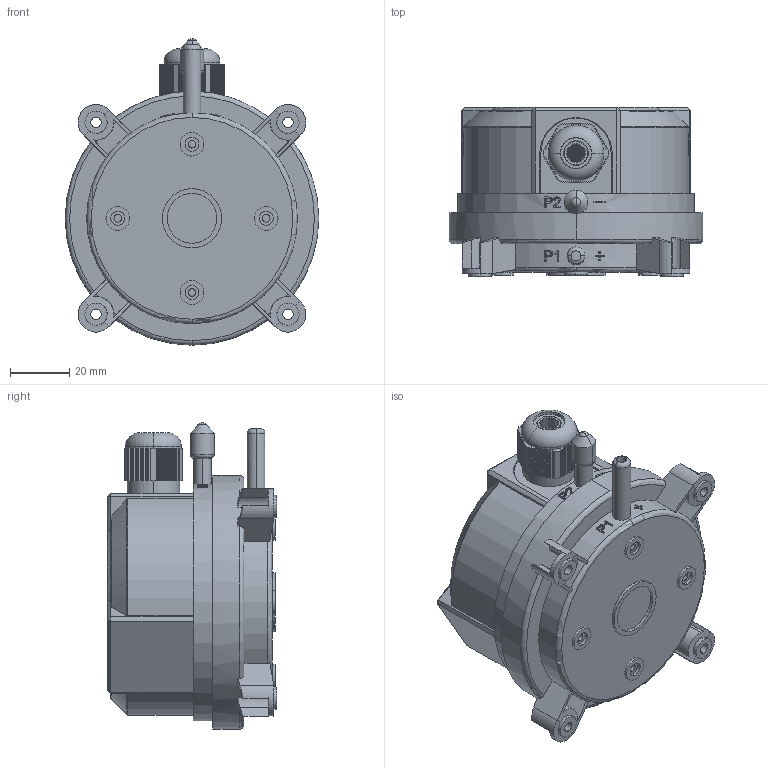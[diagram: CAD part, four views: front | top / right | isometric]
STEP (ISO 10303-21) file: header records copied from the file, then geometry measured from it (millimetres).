
FILE_DESCRIPTION (( 'STEP AP214' ), '1' );
FILE_NAME ('Ðåëå ïåðåïàäà äàâëåíèÿ EKF RVG-10-200 (200 Ïà).STEP', '2021-11-15T13:43:07', ( '' ), ( '' ), 'SwSTEP 2.0', 'SolidWorks 2021', '' );
FILE_SCHEMA (( 'AUTOMOTIVE_DESIGN' ));
Length unit declared in the file: millimetre
Products named in the file (1): Ðåëå ïåðåïàäà äàâëåíèÿ EKF RVG-10-200 (200 Ïà)
Bounding box: 85.5 x 57 x 103.25 mm (x, y, z)
Volume: 166443.5 mm3; surface area: 78513.5 mm2
Topology: 15 solids, 16 shells, 1585 faces, 4330 edges, 2841 vertices
Faces by surface type: plane 1042, cylinder 388, torus 62, bspline 49, cone 40, sphere 4
Entity records: 57298 total; most frequent: CARTESIAN_POINT 16595, ORIENTED_EDGE 8660, DIRECTION 7715, EDGE_CURVE 4330, VERTEX_POINT 2841, VECTOR 2713, LINE 2713, AXIS2_PLACEMENT_3D 2501
